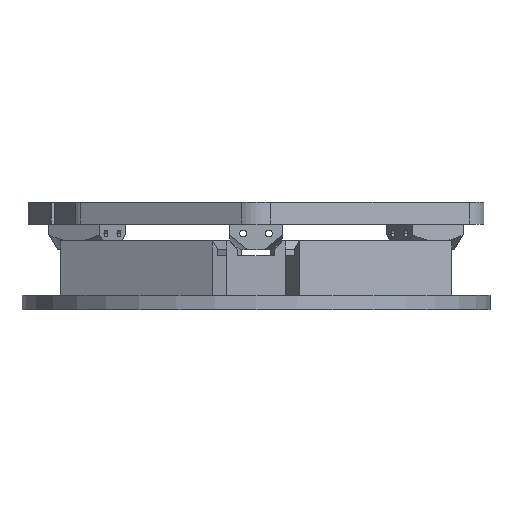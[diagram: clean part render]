
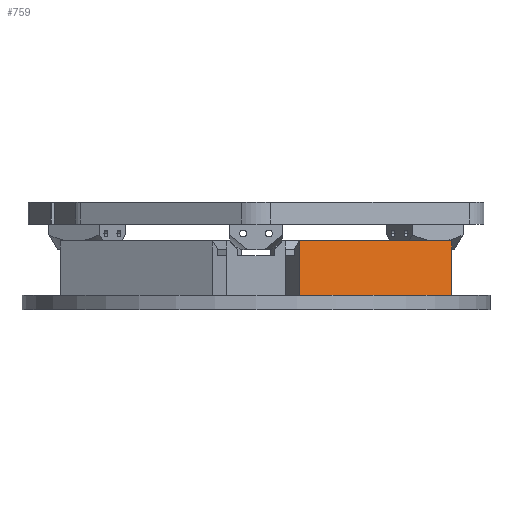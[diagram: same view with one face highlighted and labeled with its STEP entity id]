
A CAD part, front view. The second image highlights one B-rep face of the part: STEP entity #759.
In plain terms, the highlighted face is planar.
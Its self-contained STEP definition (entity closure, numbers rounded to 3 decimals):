
#679 = EDGE_LOOP ( 'NONE', ( #680, #736, #739, #741 ) ) ;
#680 = ORIENTED_EDGE ( 'NONE', *, *, #681, .F. ) ;
#681 = EDGE_CURVE ( 'NONE', #735, #752, #3629, .T. ) ;
#735 = VERTEX_POINT ( 'NONE', #3728 ) ;
#736 = ORIENTED_EDGE ( 'NONE', *, *, #737, .F. ) ;
#737 = EDGE_CURVE ( 'NONE', #738, #735, #3727, .T. ) ;
#738 = VERTEX_POINT ( 'NONE', #3723 ) ;
#739 = ORIENTED_EDGE ( 'NONE', *, *, #740, .T. ) ;
#740 = EDGE_CURVE ( 'NONE', #738, #755, #3722, .T. ) ;
#741 = ORIENTED_EDGE ( 'NONE', *, *, #754, .T. ) ;
#752 = VERTEX_POINT ( 'NONE', #3762 ) ;
#754 = EDGE_CURVE ( 'NONE', #755, #752, #3761, .T. ) ;
#755 = VERTEX_POINT ( 'NONE', #3757 ) ;
#759 = ADVANCED_FACE ( 'NONE', ( #3752 ), #3751, .T. ) ;
#3626 = DIRECTION ( 'NONE',  ( 0., -1., 0. ) ) ;
#3627 = VECTOR ( 'NONE', #3626, 1000. ) ;
#3628 = CARTESIAN_POINT ( 'NONE',  ( 25.4, -350024.348, 0. ) ) ;
#3629 = LINE ( 'NONE', #3628, #3627 ) ;
#3719 = DIRECTION ( 'NONE',  ( 0., -1., 0. ) ) ;
#3720 = VECTOR ( 'NONE', #3719, 1000. ) ;
#3721 = CARTESIAN_POINT ( 'NONE',  ( 25.4, -350024.348, 76.2 ) ) ;
#3722 = LINE ( 'NONE', #3721, #3720 ) ;
#3723 = CARTESIAN_POINT ( 'NONE',  ( 25.4, 0., 76.2 ) ) ;
#3724 = DIRECTION ( 'NONE',  ( 0., 0., -1. ) ) ;
#3725 = VECTOR ( 'NONE', #3724, 1000. ) ;
#3726 = CARTESIAN_POINT ( 'NONE',  ( 25.4, 0., 76.2 ) ) ;
#3727 = LINE ( 'NONE', #3726, #3725 ) ;
#3728 = CARTESIAN_POINT ( 'NONE',  ( 25.4, 0., 0. ) ) ;
#3747 = DIRECTION ( 'NONE',  ( 0., 1., 0. ) ) ;
#3748 = DIRECTION ( 'NONE',  ( 1., 0., 0. ) ) ;
#3749 = CARTESIAN_POINT ( 'NONE',  ( 25.4, -350024.348, 76.2 ) ) ;
#3750 = AXIS2_PLACEMENT_3D ( 'NONE', #3749, #3748, #3747 ) ;
#3751 = PLANE ( 'NONE',  #3750 ) ;
#3752 = FACE_OUTER_BOUND ( 'NONE', #679, .T. ) ;
#3757 = CARTESIAN_POINT ( 'NONE',  ( 25.4, -23.495, 76.2 ) ) ;
#3758 = DIRECTION ( 'NONE',  ( 0., 0., -1. ) ) ;
#3759 = VECTOR ( 'NONE', #3758, 1000. ) ;
#3760 = CARTESIAN_POINT ( 'NONE',  ( 25.4, -23.495, 76.2 ) ) ;
#3761 = LINE ( 'NONE', #3760, #3759 ) ;
#3762 = CARTESIAN_POINT ( 'NONE',  ( 25.4, -23.495, 0. ) ) ;
